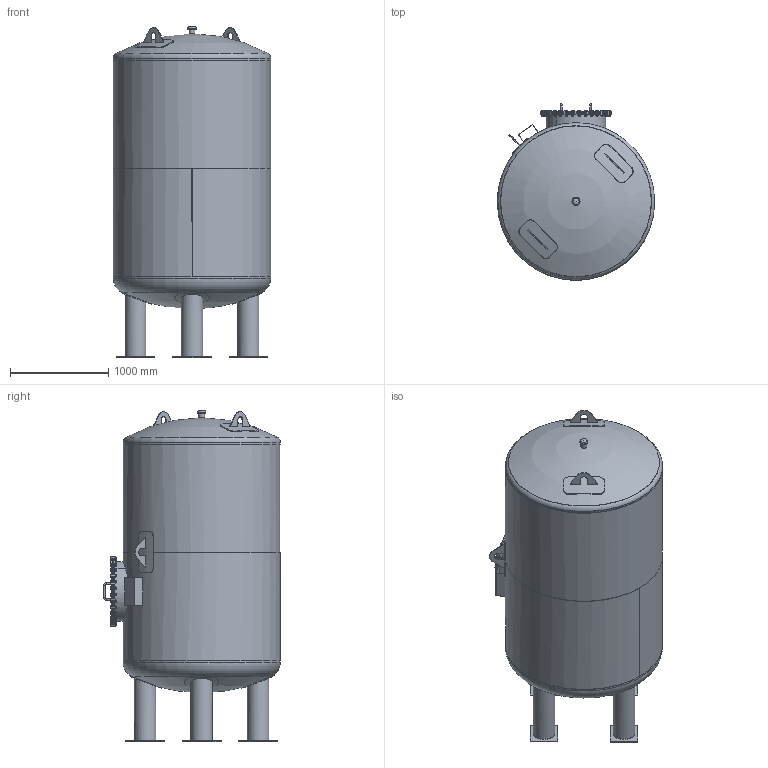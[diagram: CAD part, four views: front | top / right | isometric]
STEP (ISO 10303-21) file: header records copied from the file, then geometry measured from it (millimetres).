
FILE_DESCRIPTION((''),'2;1');
FILE_NAME('Behälter_Z-38_11-241_1600_005.stp','2013-01-31T10:15:01',('k�'),(''),'Autodesk Inventor 2012','Autodesk Inventor 2012','');
FILE_SCHEMA(('AUTOMOTIVE_DESIGN { 1 0 10303 214 1 1 1 1 }'));
Length unit declared in the file: millimetre
Products named in the file (1): Behälter_Z-38_11-241_1600_005_KV
Bounding box: 1600 x 1797 x 3375.54 mm (x, y, z)
Volume: 545818667.4 mm3; surface area: 37383303 mm2
Topology: 2 solids, 6 shells, 1075 faces, 2486 edges, 1564 vertices
Faces by surface type: plane 610, cone 288, cylinder 151, sphere 14, torus 12
Full cylindrical faces by diameter (mm): 16 x70, 22.5 x32, 60.3 x2, 66.3 x1, 82.3 x1, 209.1 x4, 219.1 x4, 350 x4, 598 x2, 610 x2, 660 x1, 720 x2, 1590 x3, 1600 x4
Entity records: 30764 total; most frequent: CARTESIAN_POINT 8320, ORIENTED_EDGE 4408, DIRECTION 4138, EDGE_CURVE 2204, AXIS2_PLACEMENT_3D 1678, EDGE_LOOP 1526, VERTEX_POINT 1512, FACE_OUTER_BOUND 1075
